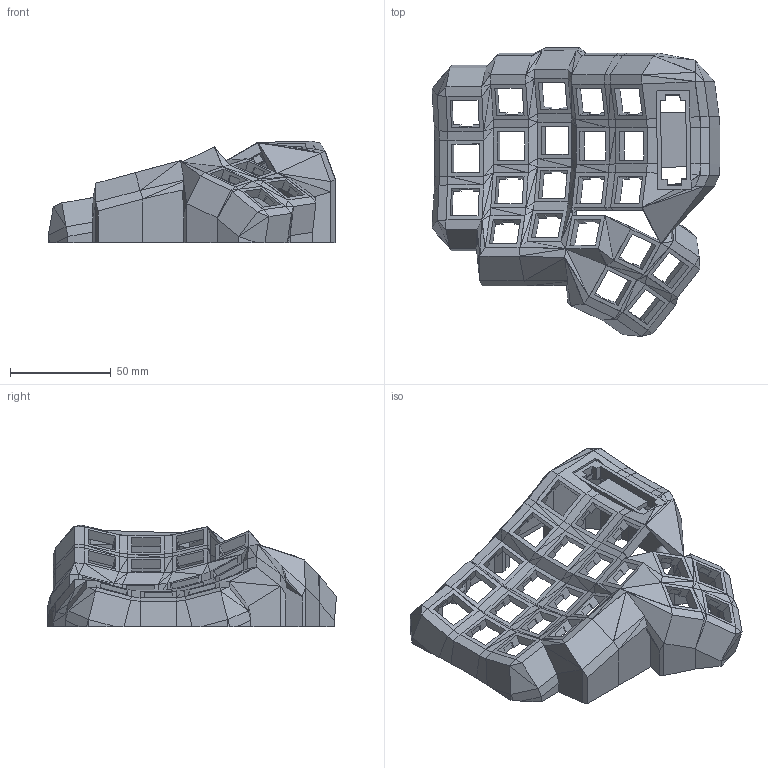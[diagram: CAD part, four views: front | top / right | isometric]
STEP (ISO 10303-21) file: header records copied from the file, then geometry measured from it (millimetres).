
FILE_DESCRIPTION(('Open CASCADE Model'),'2;1');
FILE_NAME('Open CASCADE Shape Model','2022-05-13T03:58:08',('Author'),( 'Open CASCADE'),'Open CASCADE STEP processor 7.4','Open CASCADE 7.4' ,'Unknown');
FILE_SCHEMA(('AUTOMOTIVE_DESIGN { 1 0 10303 214 1 1 1 1 }'));
Products named in the file (1): Open CASCADE STEP translator 7.4 14
Bounding box: 142.63 x 143.25 x 50.41 mm (x, y, z)
Volume: 115734.1 mm3; surface area: 58373.6 mm2
Topology: 1 solids, 1 shells, 1170 faces, 2811 edges, 1642 vertices
Faces by surface type: plane 1146, sphere 12, cylinder 6, cone 6
Entity records: 69442 total; most frequent: CARTESIAN_POINT 11905, DIRECTION 10752, LINE 8302, VECTOR 8302, ORIENTED_EDGE 5608, PCURVE 5608, DEFINITIONAL_REPRESENTATION 5608, EDGE_CURVE 2804
